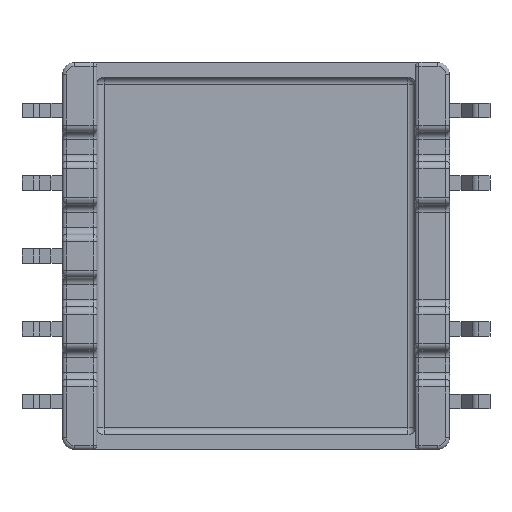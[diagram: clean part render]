
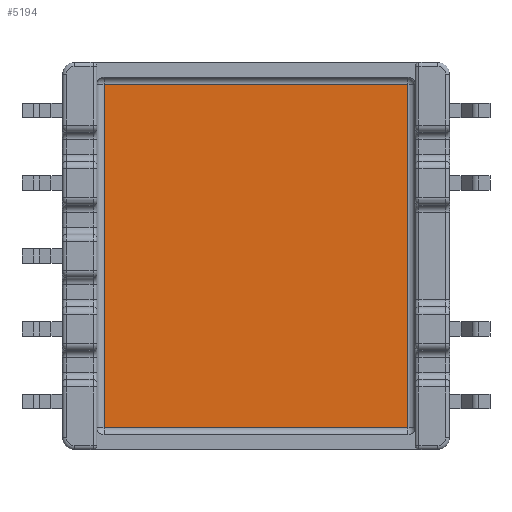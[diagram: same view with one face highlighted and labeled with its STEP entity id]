
A CAD part, front view. The second image highlights one B-rep face of the part: STEP entity #5194.
In plain terms, the highlighted planar face has unit normal (0, -1, 0).
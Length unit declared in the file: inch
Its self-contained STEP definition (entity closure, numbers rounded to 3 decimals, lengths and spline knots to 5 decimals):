
#202 = VERTEX_POINT ( 'NONE', #9636 ) ;
#422 = VECTOR ( 'NONE', #2624, 39.37008 ) ;
#721 = EDGE_CURVE ( 'NONE', #8022, #5098, #5789, .T. ) ;
#869 = VECTOR ( 'NONE', #1790, 39.37008 ) ;
#974 = CARTESIAN_POINT ( 'NONE',  ( -0.20866, 0.10531, -0.50138 ) ) ;
#1492 = DIRECTION ( 'NONE',  ( 0., -1., 0. ) ) ;
#1790 = DIRECTION ( 'NONE',  ( 1., 0., 0. ) ) ;
#2053 = EDGE_CURVE ( 'NONE', #5098, #3557, #2764, .T. ) ;
#2336 = CARTESIAN_POINT ( 'NONE',  ( 0., 0.10531, -0.50138 ) ) ;
#2384 = CARTESIAN_POINT ( 'NONE',  ( -0.20866, 0.10531, 0. ) ) ;
#2624 = DIRECTION ( 'NONE',  ( 0., 0., 1. ) ) ;
#2746 = LINE ( 'NONE', #2384, #7070 ) ;
#2764 = LINE ( 'NONE', #10373, #422 ) ;
#2840 = DIRECTION ( 'NONE',  ( -1., 0., 0. ) ) ;
#2963 = ORIENTED_EDGE ( 'NONE', *, *, #2053, .T. ) ;
#3390 = EDGE_CURVE ( 'NONE', #3557, #202, #6777, .T. ) ;
#3557 = VERTEX_POINT ( 'NONE', #5651 ) ;
#4744 = FACE_OUTER_BOUND ( 'NONE', #5793, .T. ) ;
#5098 = VERTEX_POINT ( 'NONE', #6549 ) ;
#5132 = ORIENTED_EDGE ( 'NONE', *, *, #3390, .T. ) ;
#5194 = ADVANCED_FACE ( 'NONE', ( #4744 ), #6684, .T. ) ;
#5651 = CARTESIAN_POINT ( 'NONE',  ( 0.20866, 0.10531, -0.03012 ) ) ;
#5789 = LINE ( 'NONE', #2336, #869 ) ;
#5793 = EDGE_LOOP ( 'NONE', ( #11059, #6743, #2963, #5132 ) ) ;
#6549 = CARTESIAN_POINT ( 'NONE',  ( 0.20866, 0.10531, -0.50138 ) ) ;
#6684 = PLANE ( 'NONE',  #7745 ) ;
#6743 = ORIENTED_EDGE ( 'NONE', *, *, #721, .T. ) ;
#6777 = LINE ( 'NONE', #9748, #11100 ) ;
#7070 = VECTOR ( 'NONE', #9271, 39.37008 ) ;
#7506 = CARTESIAN_POINT ( 'NONE',  ( 0., 0.10531, 0. ) ) ;
#7541 = DIRECTION ( 'NONE',  ( 1., 0., 0. ) ) ;
#7745 = AXIS2_PLACEMENT_3D ( 'NONE', #7506, #1492, #7541 ) ;
#8022 = VERTEX_POINT ( 'NONE', #974 ) ;
#9271 = DIRECTION ( 'NONE',  ( 0., 0., -1. ) ) ;
#9636 = CARTESIAN_POINT ( 'NONE',  ( -0.20866, 0.10531, -0.03012 ) ) ;
#9748 = CARTESIAN_POINT ( 'NONE',  ( 0., 0.10531, -0.03012 ) ) ;
#10373 = CARTESIAN_POINT ( 'NONE',  ( 0.20866, 0.10531, 0. ) ) ;
#10683 = EDGE_CURVE ( 'NONE', #202, #8022, #2746, .T. ) ;
#11059 = ORIENTED_EDGE ( 'NONE', *, *, #10683, .T. ) ;
#11100 = VECTOR ( 'NONE', #2840, 39.37008 ) ;
